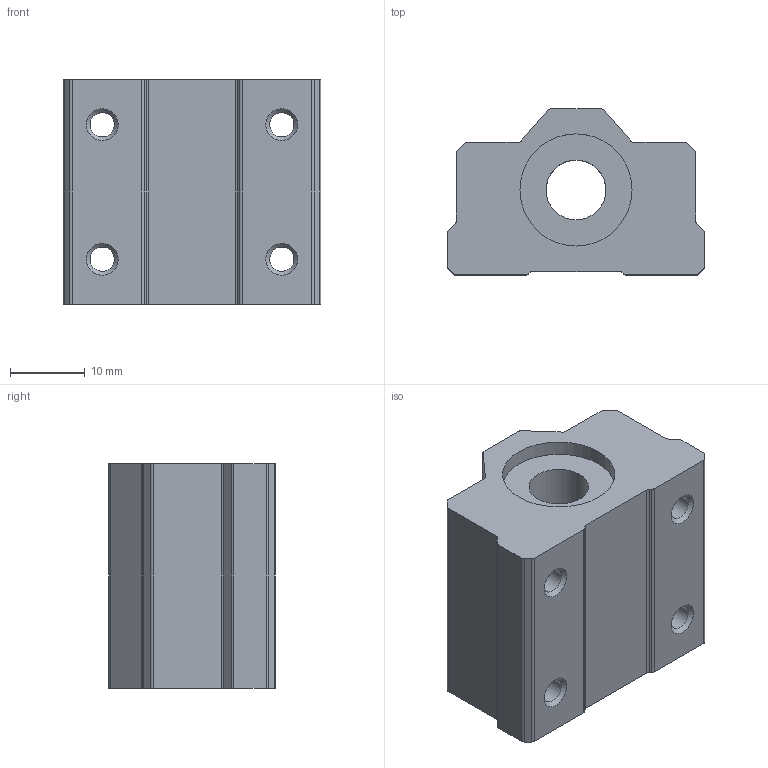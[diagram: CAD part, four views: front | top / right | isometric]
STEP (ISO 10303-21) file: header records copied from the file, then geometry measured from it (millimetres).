
FILE_DESCRIPTION((''),'2;1');
FILE_NAME('SCS8UU.stp','2012-03-27T22:45:29',('crusader'),(''),'Autodesk Inventor 2012','Autodesk Inventor 2012','');
FILE_SCHEMA(('AUTOMOTIVE_DESIGN { 1 0 10303 214 1 1 1 1 }'));
Length unit declared in the file: millimetre
Products named in the file (1): SCS8UU
Bounding box: 34.5 x 22.25 x 30 mm (x, y, z)
Volume: 16127.7 mm3; surface area: 5764.9 mm2
Topology: 1 solids, 1 shells, 59 faces, 158 edges, 103 vertices
Faces by surface type: cylinder 27, plane 24, cone 8
Full cylindrical faces by diameter (mm): 3.25 x4, 8 x1, 15 x2
Entity records: 1842 total; most frequent: DIRECTION 324, CARTESIAN_POINT 304, ORIENTED_EDGE 284, EDGE_CURVE 142, AXIS2_PLACEMENT_3D 122, VERTEX_POINT 102, EDGE_LOOP 86, VECTOR 80
